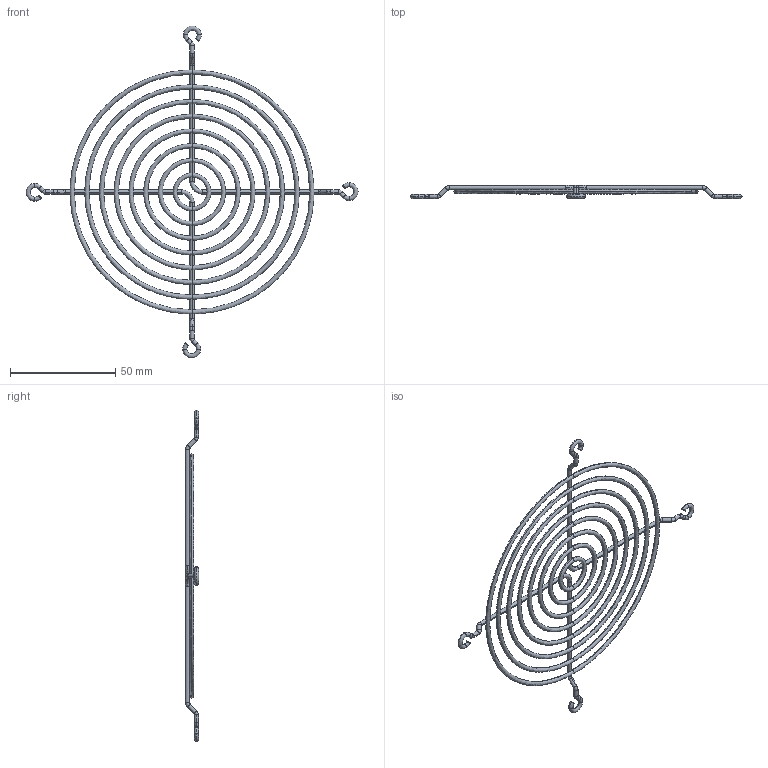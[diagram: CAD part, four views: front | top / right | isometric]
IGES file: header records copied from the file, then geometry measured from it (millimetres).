
Start section: SolidWorks IGES file using analytic representation for surfaces
Global section: file name: 8766.IGS; native system: SolidWorks 2011; preprocessor: SolidWorks 2011; author: martinb; date: 110516.112018; units: millimetre
Bounding box: 157.82 x 6.24 x 157.82 mm (x, y, z)
Volume: 6251.7 mm3; surface area: 12515.9 mm2
Topology: 10 solids, 10 shells, 124 faces, 300 edges, 220 vertices
Faces by surface type: revolution 120, plane 4
